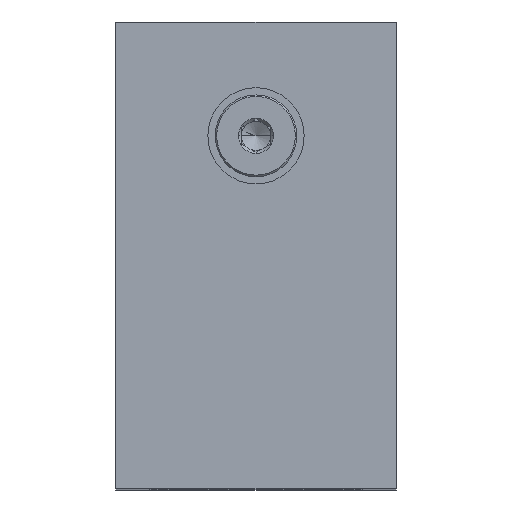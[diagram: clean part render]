
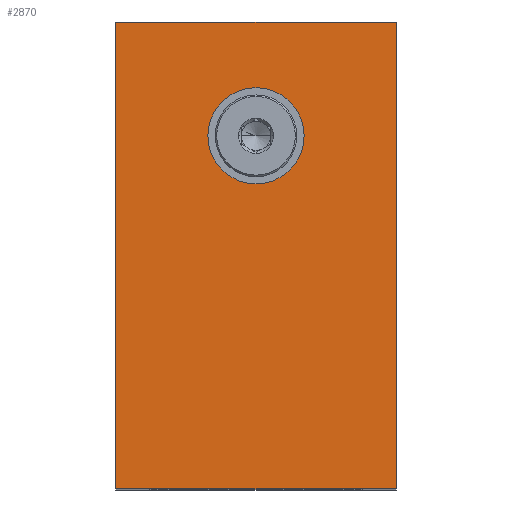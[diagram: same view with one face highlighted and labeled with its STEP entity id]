
A CAD part, top view. The second image highlights one B-rep face of the part: STEP entity #2870.
In plain terms, the highlighted planar face has unit normal (0, 0, 1).
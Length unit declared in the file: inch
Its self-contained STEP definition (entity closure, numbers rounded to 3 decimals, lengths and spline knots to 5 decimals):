
#123=DIRECTION('',(0.,-1.,0.));
#124=VECTOR('',#123,5.);
#125=CARTESIAN_POINT('',(0.,0.,7.625));
#126=LINE('',#125,#124);
#127=DIRECTION('',(-1.,0.,0.));
#128=VECTOR('',#127,3.);
#129=CARTESIAN_POINT('',(3.,0.,7.625));
#130=LINE('',#129,#128);
#131=DIRECTION('',(0.,1.,0.));
#132=VECTOR('',#131,5.);
#133=CARTESIAN_POINT('',(3.,-5.,7.625));
#134=LINE('',#133,#132);
#135=DIRECTION('',(1.,0.,0.));
#136=VECTOR('',#135,3.);
#137=CARTESIAN_POINT('',(0.,-5.,7.625));
#138=LINE('',#137,#136);
#139=CARTESIAN_POINT('',(1.5,-1.219,7.625));
#140=DIRECTION('',(0.,0.,-1.));
#141=DIRECTION('',(-1.,0.,0.));
#142=AXIS2_PLACEMENT_3D('',#139,#140,#141);
#144=CARTESIAN_POINT('',(1.5,-1.219,7.625));
#145=DIRECTION('',(0.,0.,-1.));
#146=DIRECTION('',(1.,0.,0.));
#147=AXIS2_PLACEMENT_3D('',#144,#145,#146);
#2411=CARTESIAN_POINT('',(0.,0.,7.625));
#2412=CARTESIAN_POINT('',(0.,-5.,7.625));
#2413=VERTEX_POINT('',#2411);
#2414=VERTEX_POINT('',#2412);
#2415=CARTESIAN_POINT('',(3.,-5.,7.625));
#2416=VERTEX_POINT('',#2415);
#2417=CARTESIAN_POINT('',(3.,0.,7.625));
#2418=VERTEX_POINT('',#2417);
#2439=CARTESIAN_POINT('',(0.9845,-1.219,7.625));
#2440=CARTESIAN_POINT('',(2.0155,-1.219,7.625));
#2441=VERTEX_POINT('',#2439);
#2442=VERTEX_POINT('',#2440);
#2853=CARTESIAN_POINT('',(0.,0.,7.625));
#2854=DIRECTION('',(0.,0.,1.));
#2855=DIRECTION('',(1.,0.,0.));
#2856=AXIS2_PLACEMENT_3D('',#2853,#2854,#2855);
#2857=PLANE('',#2856);
#2858=ORIENTED_EDGE('',*,*,#2763,.F.);
#2859=ORIENTED_EDGE('',*,*,#2790,.F.);
#2860=ORIENTED_EDGE('',*,*,#2810,.F.);
#2861=ORIENTED_EDGE('',*,*,#2835,.F.);
#2862=EDGE_LOOP('',(#2858,#2859,#2860,#2861));
#2863=FACE_OUTER_BOUND('',#2862,.F.);
#2865=ORIENTED_EDGE('',*,*,#2864,.F.);
#2867=ORIENTED_EDGE('',*,*,#2866,.F.);
#2868=EDGE_LOOP('',(#2865,#2867));
#2869=FACE_BOUND('',#2868,.F.);
#2870=ADVANCED_FACE('',(#2863,#2869),#2857,.T.);
#143=CIRCLE('',#142,0.5155);
#148=CIRCLE('',#147,0.5155);
#2763=EDGE_CURVE('',#2413,#2414,#126,.T.);
#2790=EDGE_CURVE('',#2418,#2413,#130,.T.);
#2810=EDGE_CURVE('',#2416,#2418,#134,.T.);
#2835=EDGE_CURVE('',#2414,#2416,#138,.T.);
#2864=EDGE_CURVE('',#2441,#2442,#143,.T.);
#2866=EDGE_CURVE('',#2442,#2441,#148,.T.);
